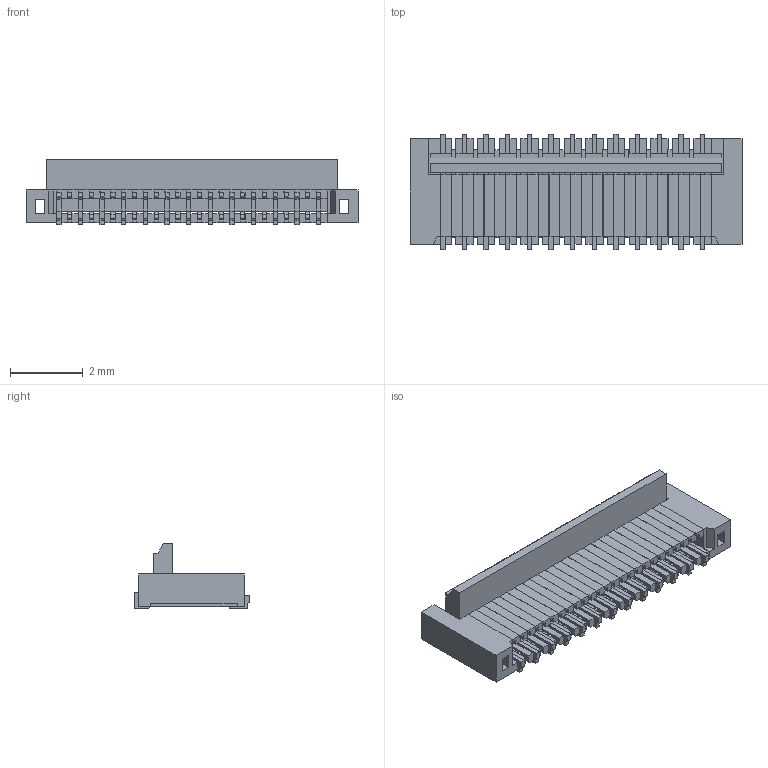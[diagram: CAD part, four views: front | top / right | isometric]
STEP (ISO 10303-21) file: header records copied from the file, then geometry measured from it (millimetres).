
FILE_DESCRIPTION(/* description */ (''),/* implementation_level */ '2;1');
FILE_NAME(/* name */ 'Cvilux-CF5825DH0RA-NH-25pos-0.3mm-zif v7.step',/* time_stamp */ '2025-08-05T20:38:50-07:00',/* author */ (''),/* organization */ (''),/* preprocessor_version */ 'ST-DEVELOPER v20.1',/* originating_system */ 'Autodesk Translation Framework v14.10.0.0',/* authorisation */ '');
FILE_SCHEMA (('AUTOMOTIVE_DESIGN { 1 0 10303 214 3 1 1 }'));
Length unit declared in the file: millimetre
Products named in the file (1): Cvilux-CF5825DH0RA-NH-25pos-0.3mm-zif
Bounding box: 9.1 x 3.17 x 1.79 mm (x, y, z)
Volume: 18.6 mm3; surface area: 285.4 mm2
Topology: 79 solids, 79 shells, 957 faces, 2377 edges, 1576 vertices
Faces by surface type: plane 844, bspline 61, cylinder 52
Entity records: 32973 total; most frequent: CARTESIAN_POINT 10664, ORIENTED_EDGE 4754, DIRECTION 4153, EDGE_CURVE 2377, LINE 2151, VECTOR 2151, VERTEX_POINT 1576, AXIS2_PLACEMENT_3D 1001
